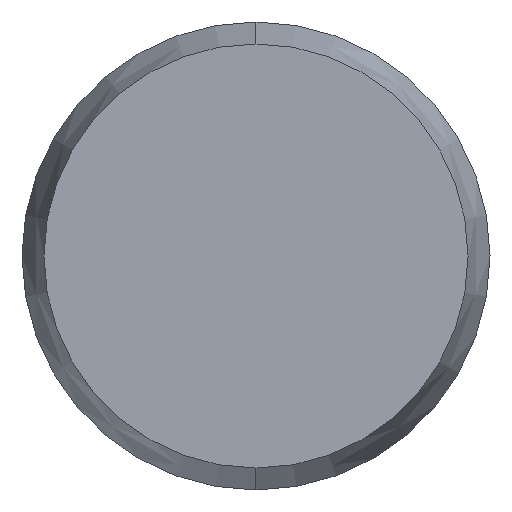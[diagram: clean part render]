
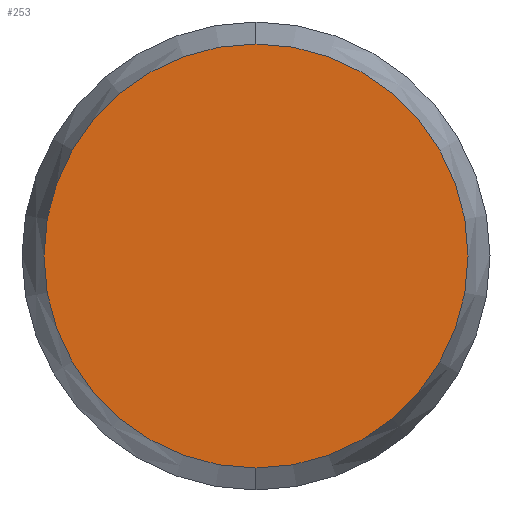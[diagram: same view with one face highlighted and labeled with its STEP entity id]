
A CAD part, left-side view. The second image highlights one B-rep face of the part: STEP entity #253.
In plain terms, the highlighted planar face has unit normal (-1, 0, 0).
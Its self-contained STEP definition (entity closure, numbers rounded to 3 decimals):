
#7 = DIRECTION ( 'NONE',  ( -1., 0., 0. ) ) ;
#8 = CARTESIAN_POINT ( 'NONE',  ( -3., 0., 0. ) ) ;
#23 = EDGE_LOOP ( 'NONE', ( #154, #220 ) ) ;
#32 = DIRECTION ( 'NONE',  ( 0., 0., 1. ) ) ;
#70 = AXIS2_PLACEMENT_3D ( 'NONE', #106, #7, #90 ) ;
#82 = VERTEX_POINT ( 'NONE', #259 ) ;
#86 = AXIS2_PLACEMENT_3D ( 'NONE', #204, #137, #32 ) ;
#90 = DIRECTION ( 'NONE',  ( 0., 0., 1. ) ) ;
#95 = EDGE_CURVE ( 'NONE', #82, #235, #228, .T. ) ;
#106 = CARTESIAN_POINT ( 'NONE',  ( -3., 0., 0. ) ) ;
#117 = FACE_OUTER_BOUND ( 'NONE', #23, .T. ) ;
#137 = DIRECTION ( 'NONE',  ( -1., 0., 0. ) ) ;
#154 = ORIENTED_EDGE ( 'NONE', *, *, #95, .T. ) ;
#164 = PLANE ( 'NONE',  #212 ) ;
#178 = CIRCLE ( 'NONE', #86, 0.906 ) ;
#186 = DIRECTION ( 'NONE',  ( 0., 0., 1. ) ) ;
#204 = CARTESIAN_POINT ( 'NONE',  ( -3., 0., 0. ) ) ;
#206 = DIRECTION ( 'NONE',  ( -1., 0., 0. ) ) ;
#212 = AXIS2_PLACEMENT_3D ( 'NONE', #8, #206, #186 ) ;
#220 = ORIENTED_EDGE ( 'NONE', *, *, #247, .T. ) ;
#228 = CIRCLE ( 'NONE', #70, 0.906 ) ;
#235 = VERTEX_POINT ( 'NONE', #252 ) ;
#247 = EDGE_CURVE ( 'NONE', #235, #82, #178, .T. ) ;
#252 = CARTESIAN_POINT ( 'NONE',  ( -3., 0., -0.906 ) ) ;
#253 = ADVANCED_FACE ( 'NONE', ( #117 ), #164, .T. ) ;
#259 = CARTESIAN_POINT ( 'NONE',  ( -3., 0., 0.906 ) ) ;
